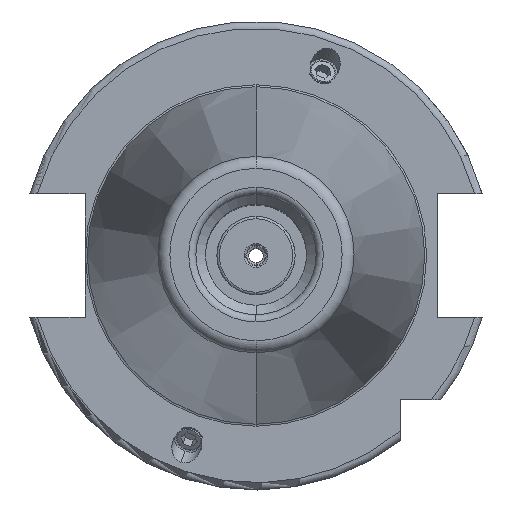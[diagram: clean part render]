
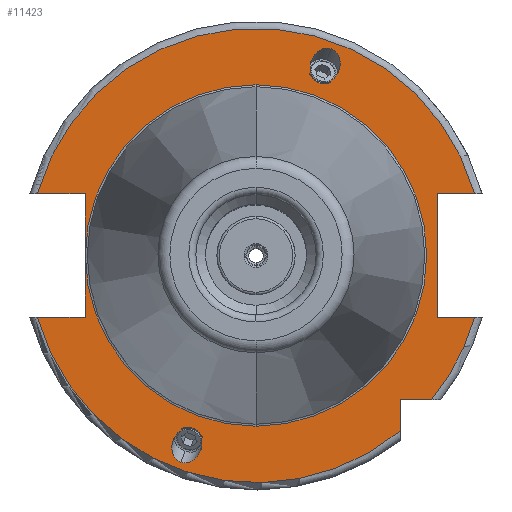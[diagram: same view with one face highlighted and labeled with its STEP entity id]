
A CAD part, top view. The second image highlights one B-rep face of the part: STEP entity #11423.
In plain terms, the highlighted planar face has unit normal (0, 0, 1).
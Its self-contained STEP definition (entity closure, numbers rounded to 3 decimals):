
#3336=CARTESIAN_POINT('',(0,0,15.9));
#3337=DIRECTION('',(0,0,1));
#3338=DIRECTION('',(0.962,0.272,0));
#3339=AXIS2_PLACEMENT_3D('',#3336,#3337,#3338);
#3387=CARTESIAN_POINT('',(0,0,15.9));
#3388=DIRECTION('',(0,0,1));
#3389=DIRECTION('',(-0.962,-0.272,0));
#3390=AXIS2_PLACEMENT_3D('',#3387,#3388,#3389);
#3406=DIRECTION('',(1,0,0));
#3407=VECTOR('',#3406,9.969);
#3408=CARTESIAN_POINT('',(-45.469,-12.85,15.9));
#3409=LINE('',#3408,#3407);
#3410=DIRECTION('',(0.,1,0));
#3411=VECTOR('',#3410,12.85);
#3412=CARTESIAN_POINT('',(-35.5,-12.85,15.9));
#3413=LINE('',#3412,#3411);
#3414=DIRECTION('',(0.,1,0));
#3415=VECTOR('',#3414,12.85);
#3416=CARTESIAN_POINT('',(-35.5,0,15.9));
#3417=LINE('',#3416,#3415);
#3418=DIRECTION('',(1,0,0));
#3419=VECTOR('',#3418,9.969);
#3420=CARTESIAN_POINT('',(-45.469,12.85,15.9));
#3421=LINE('',#3420,#3419);
#3422=DIRECTION('',(-1,0,0));
#3423=VECTOR('',#3422,7.769);
#3424=CARTESIAN_POINT('',(45.469,12.85,15.9));
#3425=LINE('',#3424,#3423);
#3426=DIRECTION('',(0,-1,0));
#3427=VECTOR('',#3426,25.7);
#3428=CARTESIAN_POINT('',(37.7,12.85,15.9));
#3429=LINE('',#3428,#3427);
#3430=DIRECTION('',(-1,0,0));
#3431=VECTOR('',#3430,7.769);
#3432=CARTESIAN_POINT('',(45.469,-12.85,15.9));
#3433=LINE('',#3432,#3431);
#3434=CARTESIAN_POINT('',(0,0,15.9));
#3435=DIRECTION('',(0,0,1));
#3436=DIRECTION('',(0.773,-0.635,0));
#3437=AXIS2_PLACEMENT_3D('',#3434,#3435,#3436);
#3439=DIRECTION('',(-1,0,0));
#3440=VECTOR('',#3439,6.504);
#3441=CARTESIAN_POINT('',(36.504,-30,15.9));
#3442=LINE('',#3441,#3440);
#3443=DIRECTION('',(0,1,0));
#3444=VECTOR('',#3443,6.504);
#3445=CARTESIAN_POINT('',(30,-36.504,15.9));
#3446=LINE('',#3445,#3444);
#3447=CARTESIAN_POINT('',(15.638,42.966,15.9));
#3448=CARTESIAN_POINT('',(15.301,43.089,15.9));
#3449=CARTESIAN_POINT('',(14.517,43.205,15.9));
#3450=CARTESIAN_POINT('',(13.205,42.774,15.9));
#3451=CARTESIAN_POINT('',(12.281,41.938,15.9));
#3452=CARTESIAN_POINT('',(11.759,41.131,15.9));
#3453=CARTESIAN_POINT('',(11.484,40.516,15.9));
#3454=CARTESIAN_POINT('',(11.299,39.867,15.9));
#3455=CARTESIAN_POINT('',(11.18,38.913,15.9));
#3456=CARTESIAN_POINT('',(11.35,37.679,15.9));
#3457=CARTESIAN_POINT('',(12.078,36.506,15.9));
#3458=CARTESIAN_POINT('',(12.754,36.091,15.9));
#3459=CARTESIAN_POINT('',(13.091,35.968,15.9));
#3461=CARTESIAN_POINT('',(13.091,35.968,15.9));
#3462=CARTESIAN_POINT('',(13.429,35.845,15.9));
#3463=CARTESIAN_POINT('',(14.213,35.729,15.9));
#3464=CARTESIAN_POINT('',(15.525,36.16,15.9));
#3465=CARTESIAN_POINT('',(16.448,36.996,15.9));
#3466=CARTESIAN_POINT('',(16.971,37.803,15.9));
#3467=CARTESIAN_POINT('',(17.246,38.418,15.9));
#3468=CARTESIAN_POINT('',(17.431,39.067,15.9));
#3469=CARTESIAN_POINT('',(17.549,40.021,15.9));
#3470=CARTESIAN_POINT('',(17.379,41.255,15.9));
#3471=CARTESIAN_POINT('',(16.651,42.428,15.9));
#3472=CARTESIAN_POINT('',(15.976,42.843,15.9));
#3473=CARTESIAN_POINT('',(15.638,42.966,15.9));
#3475=CARTESIAN_POINT('',(-15.638,-42.966,15.9));
#3476=CARTESIAN_POINT('',(-15.976,-42.843,15.9));
#3477=CARTESIAN_POINT('',(-16.651,-42.428,15.9));
#3478=CARTESIAN_POINT('',(-17.379,-41.255,15.9));
#3479=CARTESIAN_POINT('',(-17.549,-40.021,15.9));
#3480=CARTESIAN_POINT('',(-17.431,-39.067,15.9));
#3481=CARTESIAN_POINT('',(-17.246,-38.418,15.9));
#3482=CARTESIAN_POINT('',(-16.971,-37.803,15.9));
#3483=CARTESIAN_POINT('',(-16.448,-36.996,15.9));
#3484=CARTESIAN_POINT('',(-15.525,-36.16,15.9));
#3485=CARTESIAN_POINT('',(-14.213,-35.729,15.9));
#3486=CARTESIAN_POINT('',(-13.429,-35.845,15.9));
#3487=CARTESIAN_POINT('',(-13.091,-35.968,15.9));
#3489=CARTESIAN_POINT('',(-13.091,-35.968,15.9));
#3490=CARTESIAN_POINT('',(-12.754,-36.091,15.9));
#3491=CARTESIAN_POINT('',(-12.078,-36.506,15.9));
#3492=CARTESIAN_POINT('',(-11.35,-37.679,15.9));
#3493=CARTESIAN_POINT('',(-11.18,-38.913,15.9));
#3494=CARTESIAN_POINT('',(-11.299,-39.867,15.9));
#3495=CARTESIAN_POINT('',(-11.484,-40.516,15.9));
#3496=CARTESIAN_POINT('',(-11.759,-41.131,15.9));
#3497=CARTESIAN_POINT('',(-12.281,-41.938,15.9));
#3498=CARTESIAN_POINT('',(-13.205,-42.774,15.9));
#3499=CARTESIAN_POINT('',(-14.517,-43.205,15.9));
#3500=CARTESIAN_POINT('',(-15.301,-43.089,15.9));
#3501=CARTESIAN_POINT('',(-15.638,-42.966,15.9));
#3503=CARTESIAN_POINT('',(0,0,15.9));
#3504=DIRECTION('',(0,0,1));
#3505=DIRECTION('',(0,1,0));
#3506=AXIS2_PLACEMENT_3D('',#3503,#3504,#3505);
#3518=CARTESIAN_POINT('',(0,0,15.9));
#3519=DIRECTION('',(0,0,1));
#3520=DIRECTION('',(-1,0,0));
#3521=AXIS2_PLACEMENT_3D('',#3518,#3519,#3520);
#3523=CARTESIAN_POINT('',(0,0,15.9));
#3524=DIRECTION('',(0,0,-1));
#3525=DIRECTION('',(0,1,0));
#3526=AXIS2_PLACEMENT_3D('',#3523,#3524,#3525);
#5392=CARTESIAN_POINT('',(0,35.5,15.9));
#5394=VERTEX_POINT('',#5392);
#5414=CARTESIAN_POINT('',(0,-35.5,15.9));
#5416=VERTEX_POINT('',#5414);
#5562=CARTESIAN_POINT('',(-45.469,-12.85,15.9));
#5563=CARTESIAN_POINT('',(-35.5,-12.85,15.9));
#5564=VERTEX_POINT('',#5562);
#5565=VERTEX_POINT('',#5563);
#5566=CARTESIAN_POINT('',(-35.5,0,15.9));
#5567=VERTEX_POINT('',#5566);
#5568=CARTESIAN_POINT('',(-35.5,12.85,15.9));
#5569=VERTEX_POINT('',#5568);
#5570=CARTESIAN_POINT('',(-45.469,12.85,15.9));
#5571=VERTEX_POINT('',#5570);
#5572=CARTESIAN_POINT('',(37.7,12.85,15.9));
#5573=CARTESIAN_POINT('',(37.7,-12.85,15.9));
#5574=VERTEX_POINT('',#5572);
#5575=VERTEX_POINT('',#5573);
#5576=CARTESIAN_POINT('',(45.469,-12.85,15.9));
#5577=VERTEX_POINT('',#5576);
#5578=CARTESIAN_POINT('',(45.469,12.85,15.9));
#5579=VERTEX_POINT('',#5578);
#5580=CARTESIAN_POINT('',(30,-36.504,15.9));
#5581=CARTESIAN_POINT('',(30,-30,15.9));
#5582=VERTEX_POINT('',#5580);
#5583=VERTEX_POINT('',#5581);
#5584=CARTESIAN_POINT('',(36.504,-30,15.9));
#5585=VERTEX_POINT('',#5584);
#5630=VERTEX_POINT('',#3447);
#5631=VERTEX_POINT('',#3459);
#5671=CARTESIAN_POINT('',(-15.638,-42.966,15.9));
#5673=VERTEX_POINT('',#5671);
#5674=CARTESIAN_POINT('',(-13.091,-35.968,15.9));
#5675=VERTEX_POINT('',#5674);
#11384=CARTESIAN_POINT('',(0,0,15.9));
#11385=DIRECTION('',(0,0,-1));
#11386=DIRECTION('',(0,-1,0));
#11387=AXIS2_PLACEMENT_3D('',#11384,#11385,#11386);
#11388=PLANE('',#11387);
#11389=ORIENTED_EDGE('',*,*,#10763,.T.);
#11390=ORIENTED_EDGE('',*,*,#10800,.T.);
#11392=ORIENTED_EDGE('',*,*,#11391,.T.);
#11394=ORIENTED_EDGE('',*,*,#11393,.F.);
#11396=ORIENTED_EDGE('',*,*,#11395,.T.);
#11397=ORIENTED_EDGE('',*,*,#10798,.T.);
#11398=ORIENTED_EDGE('',*,*,#10834,.F.);
#11399=ORIENTED_EDGE('',*,*,#11362,.F.);
#11401=ORIENTED_EDGE('',*,*,#11400,.T.);
#11403=ORIENTED_EDGE('',*,*,#11402,.T.);
#11404=ORIENTED_EDGE('',*,*,#10910,.F.);
#11405=ORIENTED_EDGE('',*,*,#11352,.F.);
#11406=ORIENTED_EDGE('',*,*,#10967,.T.);
#11407=ORIENTED_EDGE('',*,*,#11018,.F.);
#11408=ORIENTED_EDGE('',*,*,#11378,.F.);
#11409=EDGE_LOOP('',(#11389,#11390,#11392,#11394,#11396,#11397,#11398,#11399,
#11401,#11403,#11404,#11405,#11406,#11407,#11408));
#11410=FACE_OUTER_BOUND('',#11409,.F.);
#11412=ORIENTED_EDGE('',*,*,#11411,.T.);
#11414=ORIENTED_EDGE('',*,*,#11413,.T.);
#11415=EDGE_LOOP('',(#11412,#11414));
#11416=FACE_BOUND('',#11415,.F.);
#11418=ORIENTED_EDGE('',*,*,#11417,.F.);
#11420=ORIENTED_EDGE('',*,*,#11419,.F.);
#11421=EDGE_LOOP('',(#11418,#11420));
#11422=FACE_BOUND('',#11421,.F.);
#11423=ADVANCED_FACE('',(#11410,#11416,#11422),#11388,.F.);
#3340=CIRCLE('',#3339,47.25);
#3391=CIRCLE('',#3390,47.25);
#3438=CIRCLE('',#3437,47.25);
#3460=B_SPLINE_CURVE_WITH_KNOTS('',3,(#3447,#3448,#3449,#3450,#3451,#3452,#3453,
#3454,#3455,#3456,#3457,#3458,#3459),.UNSPECIFIED.,.F.,.F.,(4,1,1,1,1,1,1,1,1,1,
4),(0,0.125,0.25,0.375,0.438,0.5,0.563,0.625,0.75,0.875,
1.0),.UNSPECIFIED.);
#3474=B_SPLINE_CURVE_WITH_KNOTS('',3,(#3461,#3462,#3463,#3464,#3465,#3466,#3467,
#3468,#3469,#3470,#3471,#3472,#3473),.UNSPECIFIED.,.F.,.F.,(4,1,1,1,1,1,1,1,1,1,
4),(0,0.125,0.25,0.375,0.438,0.5,0.563,0.625,0.75,0.875,
1.0),.UNSPECIFIED.);
#3488=B_SPLINE_CURVE_WITH_KNOTS('',3,(#3475,#3476,#3477,#3478,#3479,#3480,#3481,
#3482,#3483,#3484,#3485,#3486,#3487),.UNSPECIFIED.,.F.,.F.,(4,1,1,1,1,1,1,1,1,1,
4),(0,0.125,0.25,0.375,0.438,0.5,0.563,0.625,0.75,0.875,
1.0),.UNSPECIFIED.);
#3502=B_SPLINE_CURVE_WITH_KNOTS('',3,(#3489,#3490,#3491,#3492,#3493,#3494,#3495,
#3496,#3497,#3498,#3499,#3500,#3501),.UNSPECIFIED.,.F.,.F.,(4,1,1,1,1,1,1,1,1,1,
4),(0,0.125,0.25,0.375,0.438,0.5,0.563,0.625,0.75,0.875,
1.0),.UNSPECIFIED.);
#3507=CIRCLE('',#3506,35.5);
#3522=CIRCLE('',#3521,35.5);
#3527=CIRCLE('',#3526,35.5);
#10763=EDGE_CURVE('',#5564,#5565,#3409,.T.);
#10798=EDGE_CURVE('',#5567,#5569,#3417,.T.);
#10800=EDGE_CURVE('',#5565,#5567,#3413,.T.);
#10834=EDGE_CURVE('',#5571,#5569,#3421,.T.);
#10910=EDGE_CURVE('',#5577,#5575,#3433,.T.);
#10967=EDGE_CURVE('',#5585,#5583,#3442,.T.);
#11018=EDGE_CURVE('',#5582,#5583,#3446,.T.);
#11352=EDGE_CURVE('',#5585,#5577,#3438,.T.);
#11362=EDGE_CURVE('',#5579,#5571,#3340,.T.);
#11378=EDGE_CURVE('',#5564,#5582,#3391,.T.);
#11391=EDGE_CURVE('',#5567,#5416,#3522,.T.);
#11393=EDGE_CURVE('',#5394,#5416,#3527,.T.);
#11395=EDGE_CURVE('',#5394,#5567,#3507,.T.);
#11400=EDGE_CURVE('',#5579,#5574,#3425,.T.);
#11402=EDGE_CURVE('',#5574,#5575,#3429,.T.);
#11411=EDGE_CURVE('',#5630,#5631,#3460,.T.);
#11413=EDGE_CURVE('',#5631,#5630,#3474,.T.);
#11417=EDGE_CURVE('',#5673,#5675,#3488,.T.);
#11419=EDGE_CURVE('',#5675,#5673,#3502,.T.);
